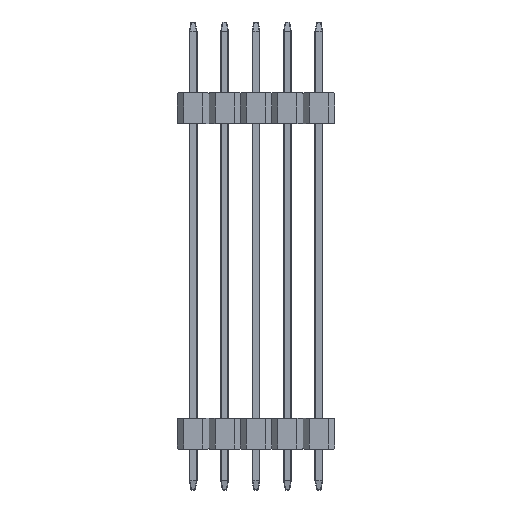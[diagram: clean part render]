
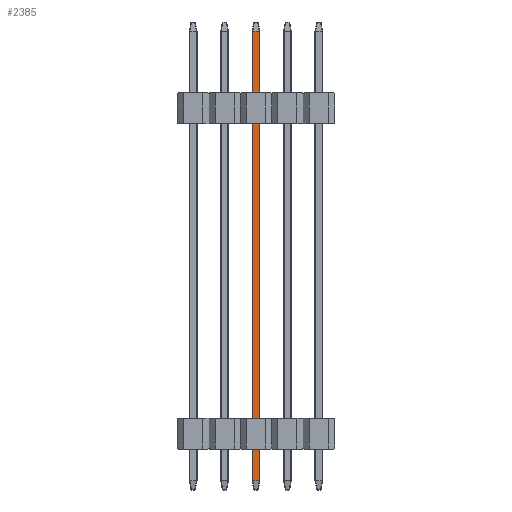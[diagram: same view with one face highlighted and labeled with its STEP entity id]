
A CAD part, front view. The second image highlights one B-rep face of the part: STEP entity #2385.
In plain terms, the highlighted planar face has unit normal (0, -1, 0).
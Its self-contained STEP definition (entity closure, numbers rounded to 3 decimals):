
#245=FACE_OUTER_BOUND('',#373,.T.);
#373=EDGE_LOOP('',(#1735,#1736,#1737,#1738,#1739,#1740,#1741,#1742));
#477=LINE('',#3390,#789);
#484=LINE('',#3404,#796);
#495=LINE('',#3429,#807);
#503=LINE('',#3444,#815);
#531=LINE('',#3497,#843);
#562=LINE('',#3554,#874);
#565=LINE('',#3560,#877);
#566=LINE('',#3561,#878);
#789=VECTOR('',#2751,10.);
#796=VECTOR('',#2762,10.);
#807=VECTOR('',#2779,10.);
#815=VECTOR('',#2791,10.);
#843=VECTOR('',#2839,10.);
#874=VECTOR('',#2890,10.);
#877=VECTOR('',#2899,10.);
#878=VECTOR('',#2900,10.);
#1101=VERTEX_POINT('',#3387);
#1102=VERTEX_POINT('',#3389);
#1107=VERTEX_POINT('',#3402);
#1117=VERTEX_POINT('',#3426);
#1118=VERTEX_POINT('',#3428);
#1122=VERTEX_POINT('',#3439);
#1138=VERTEX_POINT('',#3495);
#1153=VERTEX_POINT('',#3549);
#1293=EDGE_CURVE('',#1101,#1102,#477,.T.);
#1300=EDGE_CURVE('',#1107,#1101,#484,.T.);
#1311=EDGE_CURVE('',#1117,#1118,#495,.T.);
#1319=EDGE_CURVE('',#1118,#1122,#503,.T.);
#1347=EDGE_CURVE('',#1138,#1117,#531,.T.);
#1378=EDGE_CURVE('',#1102,#1153,#562,.T.);
#1381=EDGE_CURVE('',#1153,#1138,#565,.T.);
#1382=EDGE_CURVE('',#1122,#1107,#566,.T.);
#1735=ORIENTED_EDGE('',*,*,#1319,.F.);
#1736=ORIENTED_EDGE('',*,*,#1311,.F.);
#1737=ORIENTED_EDGE('',*,*,#1347,.F.);
#1738=ORIENTED_EDGE('',*,*,#1381,.F.);
#1739=ORIENTED_EDGE('',*,*,#1378,.F.);
#1740=ORIENTED_EDGE('',*,*,#1293,.F.);
#1741=ORIENTED_EDGE('',*,*,#1300,.F.);
#1742=ORIENTED_EDGE('',*,*,#1382,.F.);
#2257=PLANE('',#2612);
#2385=ADVANCED_FACE('',(#245),#2257,.T.);
#2612=AXIS2_PLACEMENT_3D('',#3559,#2897,#2898);
#2751=DIRECTION('',(0.,0.,-1.));
#2762=DIRECTION('',(0.371,0.,-0.928));
#2779=DIRECTION('',(0.,0.,1.));
#2791=DIRECTION('',(0.371,0.,0.928));
#2839=DIRECTION('',(-0.371,0.,0.928));
#2890=DIRECTION('',(-0.371,0.,-0.928));
#2897=DIRECTION('center_axis',(0.,-1.,0.));
#2898=DIRECTION('ref_axis',(1.,0.,0.));
#2899=DIRECTION('',(-1.,0.,0.));
#2900=DIRECTION('',(1.,0.,0.));
#3387=CARTESIAN_POINT('',(0.27,-0.32,33.748));
#3389=CARTESIAN_POINT('',(0.27,-0.32,-2.548));
#3390=CARTESIAN_POINT('',(0.27,-0.32,0.));
#3402=CARTESIAN_POINT('',(0.269,-0.32,33.75));
#3404=CARTESIAN_POINT('',(5.973,-0.32,19.491));
#3426=CARTESIAN_POINT('',(-0.27,-0.32,-2.548));
#3428=CARTESIAN_POINT('',(-0.27,-0.32,33.748));
#3429=CARTESIAN_POINT('',(-0.27,-0.32,0.));
#3439=CARTESIAN_POINT('',(-0.269,-0.32,33.75));
#3444=CARTESIAN_POINT('',(-6.017,-0.32,19.381));
#3495=CARTESIAN_POINT('',(-0.269,-0.32,-2.55));
#3497=CARTESIAN_POINT('',(-0.637,-0.32,-1.629));
#3549=CARTESIAN_POINT('',(0.269,-0.32,-2.55));
#3554=CARTESIAN_POINT('',(0.593,-0.32,-1.739));
#3559=CARTESIAN_POINT('Origin',(-0.32,-0.32,0.));
#3560=CARTESIAN_POINT('',(-0.16,-0.32,-2.55));
#3561=CARTESIAN_POINT('',(-0.16,-0.32,33.75));
